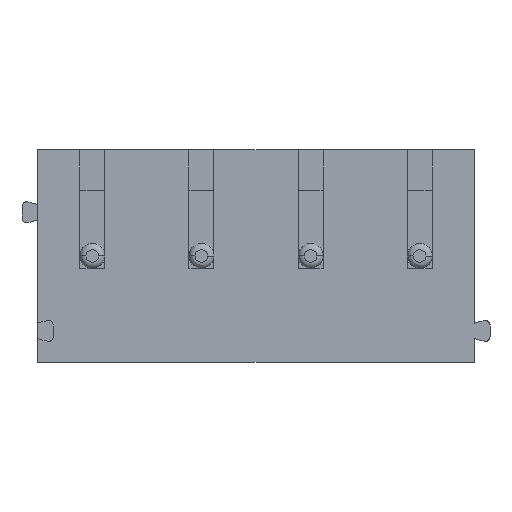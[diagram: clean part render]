
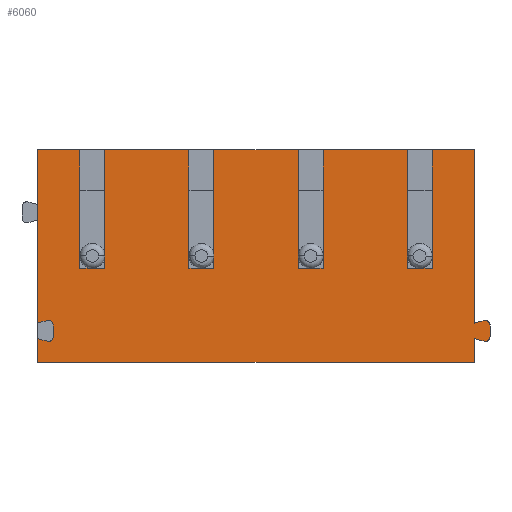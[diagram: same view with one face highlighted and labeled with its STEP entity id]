
A CAD part, front view. The second image highlights one B-rep face of the part: STEP entity #6060.
In plain terms, the highlighted planar face has unit normal (0, -1, 0).
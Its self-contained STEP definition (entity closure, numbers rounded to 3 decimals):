
#27=DIRECTION('',(0.,-1.,0.));
#87=DIRECTION('',(0.,1.,0.));
#131=DIRECTION('',(0.,0.,1.));
#175=DIRECTION('',(-1.,0.,0.));
#236=CARTESIAN_POINT('',(14.5,3.5,-6.8));
#246=DIRECTION('',(0.,0.,1.));
#247=VECTOR('',#246,3.8);
#248=CARTESIAN_POINT('',(9.65,3.5,-3.8));
#249=LINE('',#248,#247);
#250=DIRECTION('',(0.,0.,1.));
#251=VECTOR('',#250,3.8);
#252=CARTESIAN_POINT('',(13.15,3.5,-3.8));
#253=LINE('',#252,#251);
#254=DIRECTION('',(0.966,0.,0.259));
#255=VECTOR('',#254,0.322);
#256=CARTESIAN_POINT('',(14.5,3.5,-5.55));
#257=LINE('',#256,#255);
#258=CARTESIAN_POINT('',(14.85,3.5,-5.612));
#259=DIRECTION('',(-0.259,0.,0.966));
#260=AXIS2_PLACEMENT_3D('',#258,#87,#259);
#261=CIRCLE('',#260,0.15);
#262=CARTESIAN_POINT('',(14.85,3.5,-5.988));
#263=DIRECTION('',(1.,0.,0.));
#264=AXIS2_PLACEMENT_3D('',#262,#87,#263);
#265=CIRCLE('',#264,0.15);
#266=DIRECTION('',(-0.966,0.,0.259));
#267=VECTOR('',#266,0.322);
#268=CARTESIAN_POINT('',(14.811,3.5,-6.133));
#269=LINE('',#268,#267);
#270=VECTOR('',#175,14.);
#271=LINE('',#236,#270);
#272=DIRECTION('',(0.,0.,1.));
#273=VECTOR('',#272,0.75);
#274=CARTESIAN_POINT('',(0.5,3.5,-6.8));
#275=LINE('',#274,#273);
#276=DIRECTION('',(0.966,0.,-0.259));
#277=VECTOR('',#276,0.322);
#278=CARTESIAN_POINT('',(0.5,3.5,-6.05));
#279=LINE('',#278,#277);
#280=CARTESIAN_POINT('',(0.85,3.5,-5.988));
#281=DIRECTION('',(-0.259,0.,-0.966));
#282=AXIS2_PLACEMENT_3D('',#280,#27,#281);
#283=CIRCLE('',#282,0.15);
#284=CARTESIAN_POINT('',(0.85,3.5,-5.612));
#285=DIRECTION('',(1.,0.,0.));
#286=AXIS2_PLACEMENT_3D('',#284,#27,#285);
#287=CIRCLE('',#286,0.15);
#288=DIRECTION('',(-0.966,0.,-0.259));
#289=VECTOR('',#288,0.322);
#290=CARTESIAN_POINT('',(0.811,3.5,-5.467));
#291=LINE('',#290,#289);
#292=VECTOR('',#131,5.55);
#293=CARTESIAN_POINT('',(0.5,3.5,-5.55));
#294=LINE('',#293,#292);
#295=CARTESIAN_POINT('',(2.65,3.5,-3.8));
#296=LINE('',#295,#247);
#297=DIRECTION('',(0.,0.,1.));
#298=VECTOR('',#297,3.8);
#299=CARTESIAN_POINT('',(6.15,3.5,-3.8));
#300=LINE('',#299,#298);
#301=DIRECTION('',(-1.,0.,0.));
#302=VECTOR('',#301,1.35);
#303=CARTESIAN_POINT('',(14.5,3.5,0.));
#304=LINE('',#303,#302);
#308=VECTOR('',#175,2.7);
#309=CARTESIAN_POINT('',(12.35,3.5,0.));
#310=LINE('',#309,#308);
#313=VECTOR('',#175,2.7);
#314=CARTESIAN_POINT('',(8.85,3.5,0.));
#315=LINE('',#314,#313);
#318=CARTESIAN_POINT('',(5.35,3.5,0.));
#319=LINE('',#318,#308);
#322=DIRECTION('',(-1.,0.,0.));
#323=VECTOR('',#322,1.35);
#324=CARTESIAN_POINT('',(1.85,3.5,0.));
#325=LINE('',#324,#323);
#355=DIRECTION('',(0.,0.,1.));
#356=VECTOR('',#355,0.75);
#357=LINE('',#236,#356);
#358=VECTOR('',#131,5.55);
#359=LINE('',#256,#358);
#1224=CARTESIAN_POINT('',(14.811,3.5,-5.467));
#1226=VECTOR('',#131,0.377);
#1227=CARTESIAN_POINT('',(15.,3.5,-5.988));
#1228=LINE('',#1227,#1226);
#3653=CARTESIAN_POINT('',(0.811,3.5,-6.133));
#3655=DIRECTION('',(0.,0.,-1.));
#3656=VECTOR('',#3655,0.377);
#3657=CARTESIAN_POINT('',(1.,3.5,-5.612));
#3658=LINE('',#3657,#3656);
#3749=DIRECTION('',(-1.,0.,0.));
#3750=VECTOR('',#3749,0.8);
#3751=LINE('',#252,#3750);
#3754=CARTESIAN_POINT('',(12.35,3.5,-3.8));
#3761=VECTOR('',#131,3.8);
#3762=LINE('',#3754,#3761);
#3864=DIRECTION('',(-1.,0.,0.));
#3865=VECTOR('',#3864,0.4);
#3866=LINE('',#248,#3865);
#3884=CARTESIAN_POINT('',(9.25,3.5,-3.8));
#3913=DIRECTION('',(-1.,0.,0.));
#3914=VECTOR('',#3913,0.4);
#3915=LINE('',#3884,#3914);
#3918=CARTESIAN_POINT('',(8.85,3.5,-3.8));
#3924=VECTOR('',#131,3.8);
#3925=LINE('',#3918,#3924);
#3996=LINE('',#299,#3750);
#3997=CARTESIAN_POINT('',(5.35,3.5,-3.8));
#4002=LINE('',#3997,#3761);
#4080=LINE('',#295,#3865);
#4096=CARTESIAN_POINT('',(2.25,3.5,-3.8));
#4123=LINE('',#4096,#3914);
#4124=CARTESIAN_POINT('',(1.85,3.5,-3.8));
#4128=LINE('',#4124,#3924);
#4663=VERTEX_POINT('',#274);
#4664=CARTESIAN_POINT('',(2.65,3.5,0.));
#4665=VERTEX_POINT('',#318);
#4666=VERTEX_POINT('',#4664);
#4667=VERTEX_POINT('',#3997);
#4668=VERTEX_POINT('',#299);
#4669=CARTESIAN_POINT('',(6.15,3.5,0.));
#4670=VERTEX_POINT('',#4669);
#4671=VERTEX_POINT('',#278);
#4672=VERTEX_POINT('',#3653);
#4673=CARTESIAN_POINT('',(1.,3.5,-5.988));
#4674=VERTEX_POINT('',#3657);
#4675=VERTEX_POINT('',#4673);
#4676=VERTEX_POINT('',#290);
#4677=VERTEX_POINT('',#293);
#4678=CARTESIAN_POINT('',(0.5,3.5,0.));
#4679=VERTEX_POINT('',#4678);
#4680=VERTEX_POINT('',#324);
#4681=VERTEX_POINT('',#4124);
#4682=VERTEX_POINT('',#4096);
#4683=VERTEX_POINT('',#295);
#4867=VERTEX_POINT('',#236);
#4868=CARTESIAN_POINT('',(9.65,3.5,0.));
#4869=VERTEX_POINT('',#309);
#4870=VERTEX_POINT('',#4868);
#4871=VERTEX_POINT('',#3754);
#4872=VERTEX_POINT('',#252);
#4873=CARTESIAN_POINT('',(13.15,3.5,0.));
#4874=VERTEX_POINT('',#4873);
#4875=VERTEX_POINT('',#303);
#4876=VERTEX_POINT('',#256);
#4877=VERTEX_POINT('',#1224);
#4878=CARTESIAN_POINT('',(15.,3.5,-5.612));
#4879=VERTEX_POINT('',#1227);
#4880=VERTEX_POINT('',#4878);
#4881=CARTESIAN_POINT('',(14.5,3.5,-6.05));
#4882=VERTEX_POINT('',#268);
#4883=VERTEX_POINT('',#4881);
#4884=CARTESIAN_POINT('',(8.85,3.5,0.));
#4885=VERTEX_POINT('',#3918);
#4886=VERTEX_POINT('',#4884);
#4887=VERTEX_POINT('',#3884);
#4888=VERTEX_POINT('',#248);
#5977=EDGE_CURVE('',#4867,#4663,#271,.T.);
#5988=CARTESIAN_POINT('',(-2.75,3.5,-3.4));
#5989=AXIS2_PLACEMENT_3D('',#5988,#87,#131);
#5990=PLANE('',#5989);
#5991=EDGE_CURVE('',#4886,#4670,#315,.T.);
#5992=ORIENTED_EDGE('',*,*,#5991,.F.);
#5993=EDGE_CURVE('',#4885,#4886,#3925,.T.);
#5994=ORIENTED_EDGE('',*,*,#5993,.F.);
#5995=EDGE_CURVE('',#4887,#4885,#3915,.T.);
#5996=ORIENTED_EDGE('',*,*,#5995,.F.);
#5997=EDGE_CURVE('',#4888,#4887,#3866,.T.);
#5998=ORIENTED_EDGE('',*,*,#5997,.F.);
#5999=EDGE_CURVE('',#4888,#4870,#249,.T.);
#6000=ORIENTED_EDGE('',*,*,#5999,.T.);
#6001=EDGE_CURVE('',#4869,#4870,#310,.T.);
#6002=ORIENTED_EDGE('',*,*,#6001,.F.);
#6003=EDGE_CURVE('',#4871,#4869,#3762,.T.);
#6004=ORIENTED_EDGE('',*,*,#6003,.F.);
#6005=EDGE_CURVE('',#4872,#4871,#3751,.T.);
#6006=ORIENTED_EDGE('',*,*,#6005,.F.);
#6007=EDGE_CURVE('',#4872,#4874,#253,.T.);
#6008=ORIENTED_EDGE('',*,*,#6007,.T.);
#6009=EDGE_CURVE('',#4875,#4874,#304,.T.);
#6010=ORIENTED_EDGE('',*,*,#6009,.F.);
#6011=EDGE_CURVE('',#4876,#4875,#359,.T.);
#6012=ORIENTED_EDGE('',*,*,#6011,.F.);
#6013=EDGE_CURVE('',#4876,#4877,#257,.T.);
#6014=ORIENTED_EDGE('',*,*,#6013,.T.);
#6015=EDGE_CURVE('',#4877,#4880,#261,.T.);
#6016=ORIENTED_EDGE('',*,*,#6015,.T.);
#6017=EDGE_CURVE('',#4879,#4880,#1228,.T.);
#6018=ORIENTED_EDGE('',*,*,#6017,.F.);
#6019=EDGE_CURVE('',#4879,#4882,#265,.T.);
#6020=ORIENTED_EDGE('',*,*,#6019,.T.);
#6021=EDGE_CURVE('',#4882,#4883,#269,.T.);
#6022=ORIENTED_EDGE('',*,*,#6021,.T.);
#6023=EDGE_CURVE('',#4867,#4883,#357,.T.);
#6024=ORIENTED_EDGE('',*,*,#6023,.F.);
#6025=ORIENTED_EDGE('',*,*,#5977,.T.);
#6026=EDGE_CURVE('',#4663,#4671,#275,.T.);
#6027=ORIENTED_EDGE('',*,*,#6026,.T.);
#6028=EDGE_CURVE('',#4671,#4672,#279,.T.);
#6029=ORIENTED_EDGE('',*,*,#6028,.T.);
#6030=EDGE_CURVE('',#4672,#4675,#283,.T.);
#6031=ORIENTED_EDGE('',*,*,#6030,.T.);
#6032=EDGE_CURVE('',#4674,#4675,#3658,.T.);
#6033=ORIENTED_EDGE('',*,*,#6032,.F.);
#6034=EDGE_CURVE('',#4674,#4676,#287,.T.);
#6035=ORIENTED_EDGE('',*,*,#6034,.T.);
#6036=EDGE_CURVE('',#4676,#4677,#291,.T.);
#6037=ORIENTED_EDGE('',*,*,#6036,.T.);
#6038=EDGE_CURVE('',#4677,#4679,#294,.T.);
#6039=ORIENTED_EDGE('',*,*,#6038,.T.);
#6040=EDGE_CURVE('',#4680,#4679,#325,.T.);
#6041=ORIENTED_EDGE('',*,*,#6040,.F.);
#6042=EDGE_CURVE('',#4681,#4680,#4128,.T.);
#6043=ORIENTED_EDGE('',*,*,#6042,.F.);
#6044=EDGE_CURVE('',#4682,#4681,#4123,.T.);
#6045=ORIENTED_EDGE('',*,*,#6044,.F.);
#6046=EDGE_CURVE('',#4683,#4682,#4080,.T.);
#6047=ORIENTED_EDGE('',*,*,#6046,.F.);
#6048=EDGE_CURVE('',#4683,#4666,#296,.T.);
#6049=ORIENTED_EDGE('',*,*,#6048,.T.);
#6050=EDGE_CURVE('',#4665,#4666,#319,.T.);
#6051=ORIENTED_EDGE('',*,*,#6050,.F.);
#6052=EDGE_CURVE('',#4667,#4665,#4002,.T.);
#6053=ORIENTED_EDGE('',*,*,#6052,.F.);
#6054=EDGE_CURVE('',#4668,#4667,#3996,.T.);
#6055=ORIENTED_EDGE('',*,*,#6054,.F.);
#6056=EDGE_CURVE('',#4668,#4670,#300,.T.);
#6057=ORIENTED_EDGE('',*,*,#6056,.T.);
#6058=EDGE_LOOP('',(#5992,#5994,#5996,#5998,#6000,#6002,#6004,#6006,#6008,#6010,#6012,#6014,#6016,#6018,#6020,#6022,#6024,#6025,#6027,#6029,#6031,#6033,#6035,#6037,#6039,#6041,#6043,#6045,#6047,#6049,#6051,#6053,#6055,#6057));
#6059=FACE_OUTER_BOUND('',#6058,.F.);
#6060=ADVANCED_FACE('',(#6059),#5990,.F.);
